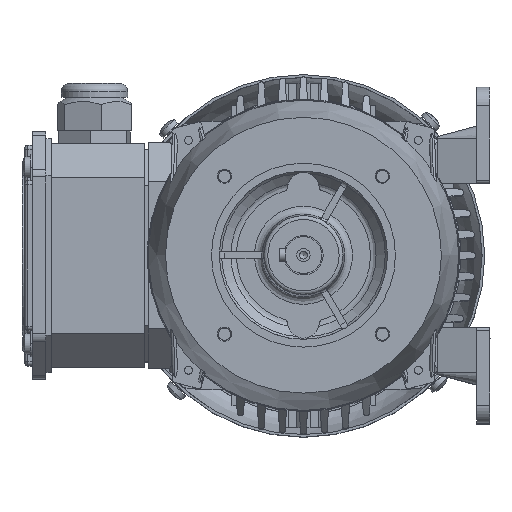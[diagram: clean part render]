
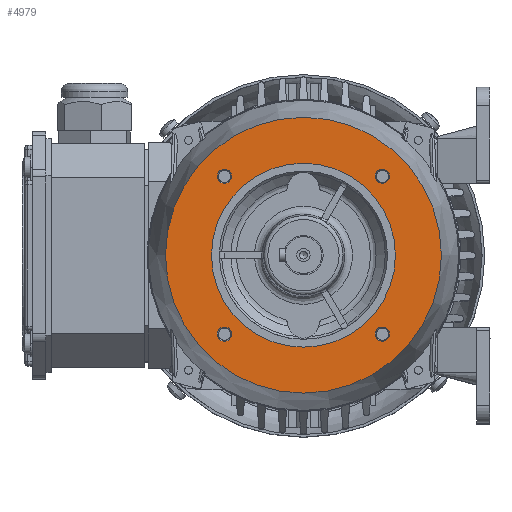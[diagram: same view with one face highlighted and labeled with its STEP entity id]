
A CAD part, top view. The second image highlights one B-rep face of the part: STEP entity #4979.
In plain terms, the highlighted planar face has unit normal (0, 0, 1).
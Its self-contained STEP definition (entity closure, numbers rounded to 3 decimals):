
#2349=FACE_BOUND('',#12028,.T.);
#2350=FACE_BOUND('',#12029,.T.);
#2351=FACE_BOUND('',#12030,.T.);
#2352=FACE_BOUND('',#12031,.T.);
#2353=FACE_BOUND('',#12032,.T.);
#2354=FACE_BOUND('',#12033,.T.);
#3178=CIRCLE('',#53095,52.493);
#3274=CIRCLE('',#53242,35.);
#3275=CIRCLE('',#53243,2.723);
#3276=CIRCLE('',#53244,2.723);
#3277=CIRCLE('',#53245,2.723);
#3278=CIRCLE('',#53246,2.723);
#4979=ADVANCED_FACE('',(#2349,#2350,#2351,#2352,#2353,#2354),#7809,.F.);
#7809=PLANE('',#53247);
#12028=EDGE_LOOP('',(#24022));
#12029=EDGE_LOOP('',(#24023));
#12030=EDGE_LOOP('',(#24024));
#12031=EDGE_LOOP('',(#24025));
#12032=EDGE_LOOP('',(#24026));
#12033=EDGE_LOOP('',(#24027));
#24022=ORIENTED_EDGE('',*,*,#43988,.F.);
#24023=ORIENTED_EDGE('',*,*,#43989,.T.);
#24024=ORIENTED_EDGE('',*,*,#43990,.F.);
#24025=ORIENTED_EDGE('',*,*,#43991,.F.);
#24026=ORIENTED_EDGE('',*,*,#43992,.T.);
#24027=ORIENTED_EDGE('',*,*,#43677,.F.);
#38437=VERTEX_POINT('',#71399);
#38688=VERTEX_POINT('',#72951);
#38689=VERTEX_POINT('',#72953);
#38690=VERTEX_POINT('',#72955);
#38691=VERTEX_POINT('',#72957);
#38692=VERTEX_POINT('',#72959);
#43677=EDGE_CURVE('',#38437,#38437,#3178,.T.);
#43988=EDGE_CURVE('',#38688,#38688,#3274,.T.);
#43989=EDGE_CURVE('',#38689,#38689,#3275,.T.);
#43990=EDGE_CURVE('',#38690,#38690,#3276,.T.);
#43991=EDGE_CURVE('',#38691,#38691,#3277,.T.);
#43992=EDGE_CURVE('',#38692,#38692,#3278,.T.);
#53095=AXIS2_PLACEMENT_3D('',#71398,#57876,#57877);
#53242=AXIS2_PLACEMENT_3D('',#72950,#58256,#58257);
#53243=AXIS2_PLACEMENT_3D('',#72952,#58258,#58259);
#53244=AXIS2_PLACEMENT_3D('',#72954,#58260,#58261);
#53245=AXIS2_PLACEMENT_3D('',#72956,#58262,#58263);
#53246=AXIS2_PLACEMENT_3D('',#72958,#58264,#58265);
#53247=AXIS2_PLACEMENT_3D('',#72960,#58266,#58267);
#57876=DIRECTION('',(0.,0.,-1.));
#57877=DIRECTION('',(1.,0.,0.));
#58256=DIRECTION('',(0.,0.,1.));
#58257=DIRECTION('',(0.,-1.,0.));
#58258=DIRECTION('',(0.,0.,-1.));
#58259=DIRECTION('',(-1.,0.,0.));
#58260=DIRECTION('',(0.,0.,1.));
#58261=DIRECTION('',(1.,0.,0.));
#58262=DIRECTION('',(0.,0.,1.));
#58263=DIRECTION('',(-1.,0.,0.));
#58264=DIRECTION('',(0.,0.,-1.));
#58265=DIRECTION('',(1.,0.,0.));
#58266=DIRECTION('',(0.,0.,-1.));
#58267=DIRECTION('',(-1.,0.,0.));
#71398=CARTESIAN_POINT('',(0.,0.,32.));
#71399=CARTESIAN_POINT('',(52.493,0.,32.));
#72950=CARTESIAN_POINT('',(0.,0.,32.));
#72951=CARTESIAN_POINT('',(0.,-35.,32.));
#72952=CARTESIAN_POINT('',(-30.05,30.05,32.));
#72953=CARTESIAN_POINT('',(-32.773,30.05,32.));
#72954=CARTESIAN_POINT('',(30.05,30.05,32.));
#72955=CARTESIAN_POINT('',(32.773,30.05,32.));
#72956=CARTESIAN_POINT('',(-30.05,-30.05,32.));
#72957=CARTESIAN_POINT('',(-32.773,-30.05,32.));
#72958=CARTESIAN_POINT('',(30.05,-30.05,32.));
#72959=CARTESIAN_POINT('',(32.773,-30.05,32.));
#72960=CARTESIAN_POINT('',(66.705,-66.021,32.));
